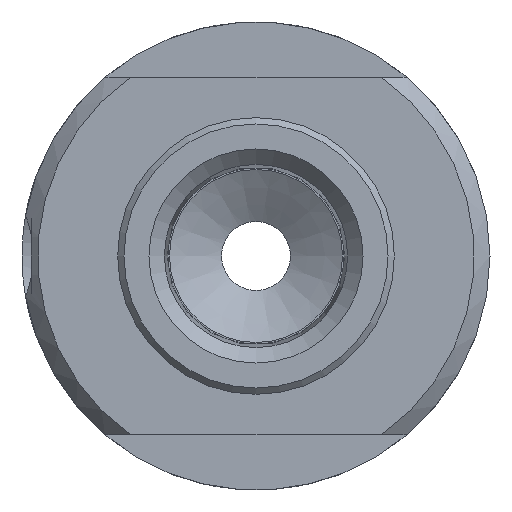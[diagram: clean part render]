
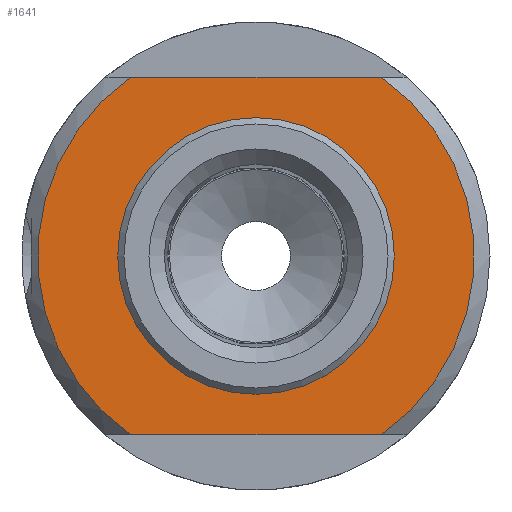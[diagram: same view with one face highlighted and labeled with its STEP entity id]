
A CAD part, left-side view. The second image highlights one B-rep face of the part: STEP entity #1641.
In plain terms, the highlighted planar face has unit normal (-1, 0, 0).
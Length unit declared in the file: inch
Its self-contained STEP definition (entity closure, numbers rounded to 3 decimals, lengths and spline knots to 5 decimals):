
#100=LINE($,#2480,#160);
#102=LINE($,#2494,#162);
#160=VECTOR($,#1956,0.79215);
#162=VECTOR($,#1966,0.79215);
#244=PLANE($,#1829);
#271=FACE_BOUND($,#490,.T.);
#378=FACE_OUTER_BOUND($,#489,.T.);
#489=EDGE_LOOP($,(#1474,#1475,#1476,#1477));
#490=EDGE_LOOP($,(#1478));
#554=CIRCLE($,#1705,0.69);
#615=CIRCLE($,#1828,0.4375);
#616=CIRCLE($,#1830,0.69);
#686=VERTEX_POINT($,#2475);
#687=VERTEX_POINT($,#2479);
#688=VERTEX_POINT($,#2485);
#689=VERTEX_POINT($,#2493);
#804=VERTEX_POINT($,#3020);
#862=EDGE_CURVE($,#687,#686,#100,.T.);
#864=EDGE_CURVE($,#687,#688,#554,.T.);
#867=EDGE_CURVE($,#689,#688,#102,.T.);
#1037=EDGE_CURVE($,#804,#804,#615,.T.);
#1038=EDGE_CURVE($,#689,#686,#616,.T.);
#1474=ORIENTED_EDGE($,*,*,#862,.T.);
#1475=ORIENTED_EDGE($,*,*,#1038,.F.);
#1476=ORIENTED_EDGE($,*,*,#867,.T.);
#1477=ORIENTED_EDGE($,*,*,#864,.F.);
#1478=ORIENTED_EDGE($,*,*,#1037,.T.);
#1641=ADVANCED_FACE($,(#378,#271),#244,.T.);
#1705=AXIS2_PLACEMENT_3D($,#2486,#1959,#1960);
#1828=AXIS2_PLACEMENT_3D($,#3021,#2255,#2256);
#1829=AXIS2_PLACEMENT_3D($,#3022,#2257,#2258);
#1830=AXIS2_PLACEMENT_3D($,#3023,#2259,#2260);
#1956=DIRECTION($,(0.,-1.,0.));
#1959=DIRECTION('center_axis',(1.,0.,0.));
#1960=DIRECTION('ref_axis',(0.,1.,0.));
#1966=DIRECTION($,(0.,1.,0.));
#2255=DIRECTION('center_axis',(1.,0.,0.));
#2256=DIRECTION('ref_axis',(0.,1.,0.));
#2257=DIRECTION('center_axis',(-1.,0.,0.));
#2258=DIRECTION('ref_axis',(0.,0.,1.));
#2259=DIRECTION('center_axis',(1.,0.,0.));
#2260=DIRECTION('ref_axis',(0.,1.,0.));
#2475=CARTESIAN_POINT('',(0.625,-0.39607,-0.565));
#2479=CARTESIAN_POINT('',(0.625,0.39607,-0.565));
#2480=CARTESIAN_POINT($,(0.625,-0.07623,-0.565));
#2485=CARTESIAN_POINT('',(0.625,0.39607,0.565));
#2486=CARTESIAN_POINT('Origin',(0.625,0.,
0.));
#2493=CARTESIAN_POINT('',(0.625,-0.39607,0.565));
#2494=CARTESIAN_POINT($,(0.625,-0.07623,0.565));
#3020=CARTESIAN_POINT('',(0.625,0.4375,0.));
#3021=CARTESIAN_POINT('Origin',(0.625,0.,0.));
#3022=CARTESIAN_POINT('Origin',(0.625,0.56375,0.));
#3023=CARTESIAN_POINT('Origin',(0.625,0.,
0.));
